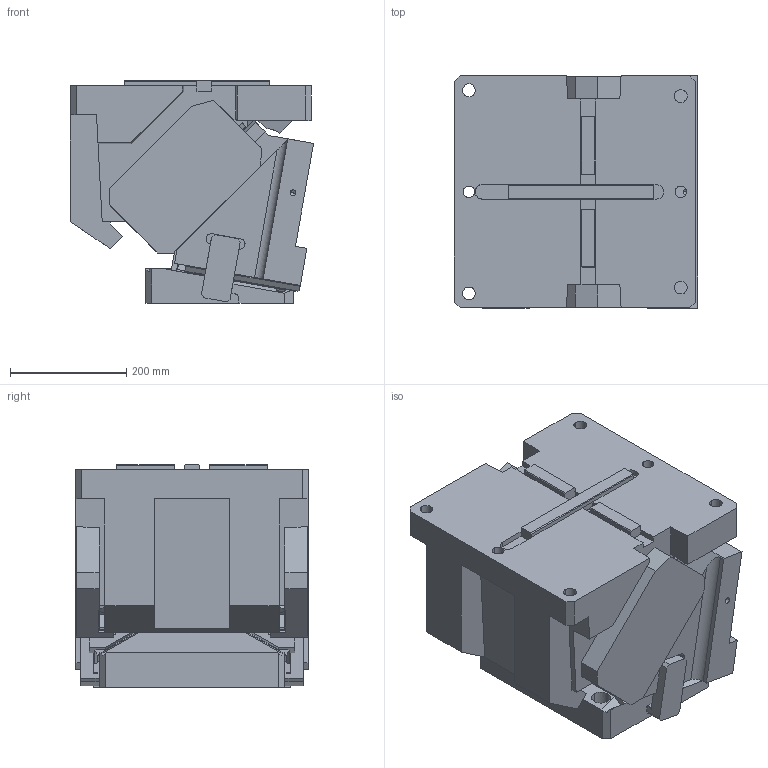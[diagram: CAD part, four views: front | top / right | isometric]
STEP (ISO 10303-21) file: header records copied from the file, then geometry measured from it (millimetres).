
FILE_DESCRIPTION(('CATIA V5 STEP Exchange'),'2;1');
FILE_NAME('CACV_F_400_10.stp','2015-04-27T07:00:37+00:00',('none'),('none'),'CATIA Version 5 Release 19 SP 2 (IN-10)','CATIA V5 STEP AP203','none');
FILE_SCHEMA(('CONFIG_CONTROL_DESIGN'));
Length unit declared in the file: millimetre
Products named in the file (1): CACV_F_400_10
Bounding box: 418.81 x 400 x 384 mm (x, y, z)
Volume: 42758001.1 mm3; surface area: 1749543.7 mm2
Topology: 3 solids, 3 shells, 551 faces, 1586 edges, 1032 vertices
Faces by surface type: plane 384, cylinder 151, cone 16
Entity records: 18695 total; most frequent: CARTESIAN_POINT 4745, ORIENTED_EDGE 3156, DIRECTION 2407, EDGE_CURVE 1578, VECTOR 1242, LINE 1242, VERTEX_POINT 1032, AXIS2_PLACEMENT_3D 674
